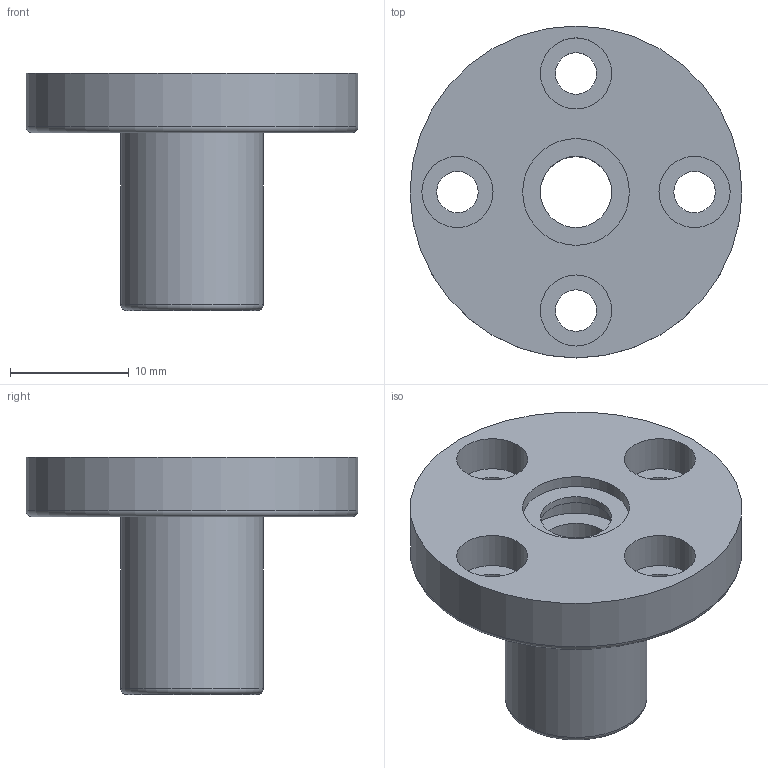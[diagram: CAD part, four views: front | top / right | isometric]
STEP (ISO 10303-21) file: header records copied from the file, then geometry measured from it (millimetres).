
FILE_DESCRIPTION(/* description */ ('STEP AP203'),/* implementation_level */ '2;1');
FILE_NAME(/* name */ 'STF6B',/* time_stamp */ '2022-08-19T10:11:18+02:00',/* author */ ('License CC BY-ND 4.0'),/* organization */ ('CADENAS'),/* preprocessor_version */ 'ST-DEVELOPER v18.102',/* originating_system */ 'PARTsolutions',/* authorisation */ ' ');
FILE_SCHEMA (('CONFIG_CONTROL_DESIGN'));
Length unit declared in the file: millimetre
Products named in the file (1): STF6B
Bounding box: 28 x 28 x 20 mm (x, y, z)
Volume: 3556.7 mm3; surface area: 2971.1 mm2
Topology: 1 solids, 1 shells, 32 faces, 56 edges, 37 vertices
Faces by surface type: cylinder 17, plane 13, torus 2
Full cylindrical faces by diameter (mm): 3.5 x4, 6 x7, 9 x4, 12 x1, 28 x1
Entity records: 734 total; most frequent: DIRECTION 138, CARTESIAN_POINT 105, ORIENTED_EDGE 72, EDGE_LOOP 72, FACE_BOUND 72, AXIS2_PLACEMENT_3D 69, EDGE_CURVE 36, VERTEX_POINT 36
